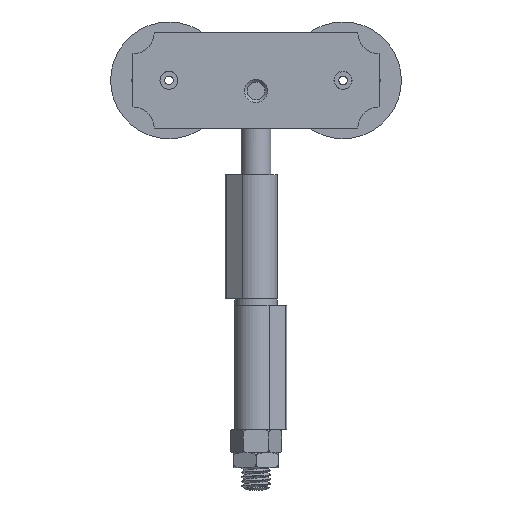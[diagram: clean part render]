
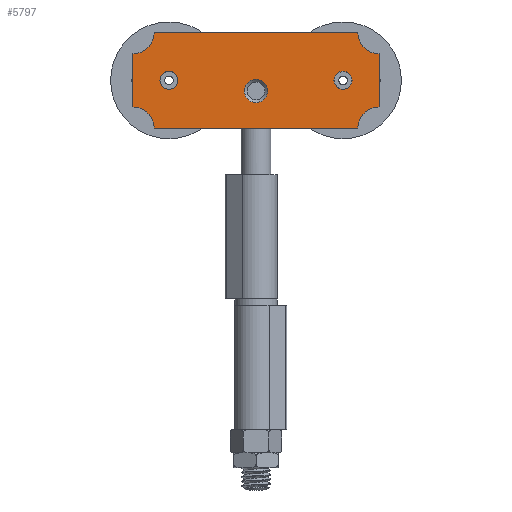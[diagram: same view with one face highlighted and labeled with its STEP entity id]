
A CAD part, left-side view. The second image highlights one B-rep face of the part: STEP entity #5797.
In plain terms, the highlighted face is planar.
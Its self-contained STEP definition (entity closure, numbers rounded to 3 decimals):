
#726=LINE('',#13565,#1100);
#727=LINE('',#13569,#1101);
#728=LINE('',#13573,#1102);
#729=LINE('',#13576,#1103);
#1100=VECTOR('',#7934,10.);
#1101=VECTOR('',#7937,10.);
#1102=VECTOR('',#7940,10.);
#1103=VECTOR('',#7943,10.);
#1320=FACE_BOUND('',#1877,.T.);
#1321=FACE_BOUND('',#1878,.T.);
#1322=FACE_BOUND('',#1879,.T.);
#1515=FACE_OUTER_BOUND('',#1876,.T.);
#1876=EDGE_LOOP('',(#4679,#4680,#4681,#4682,#4683,#4684,#4685,#4686));
#1877=EDGE_LOOP('',(#4687));
#1878=EDGE_LOOP('',(#4688));
#1879=EDGE_LOOP('',(#4689));
#2196=CIRCLE('',#6653,5.5);
#2198=CIRCLE('',#6657,10.);
#2199=CIRCLE('',#6658,10.);
#2200=CIRCLE('',#6659,10.);
#2201=CIRCLE('',#6660,10.);
#2202=CIRCLE('',#6661,4.25);
#2203=CIRCLE('',#6662,4.25);
#2685=VERTEX_POINT('',#13553);
#2687=VERTEX_POINT('',#13561);
#2688=VERTEX_POINT('',#13562);
#2689=VERTEX_POINT('',#13564);
#2690=VERTEX_POINT('',#13566);
#2691=VERTEX_POINT('',#13568);
#2692=VERTEX_POINT('',#13570);
#2693=VERTEX_POINT('',#13572);
#2694=VERTEX_POINT('',#13574);
#2695=VERTEX_POINT('',#13577);
#2696=VERTEX_POINT('',#13579);
#3387=EDGE_CURVE('',#2685,#2685,#2196,.T.);
#3391=EDGE_CURVE('',#2687,#2688,#2198,.T.);
#3392=EDGE_CURVE('',#2689,#2687,#726,.T.);
#3393=EDGE_CURVE('',#2690,#2689,#2199,.T.);
#3394=EDGE_CURVE('',#2691,#2690,#727,.T.);
#3395=EDGE_CURVE('',#2692,#2691,#2200,.T.);
#3396=EDGE_CURVE('',#2693,#2692,#728,.T.);
#3397=EDGE_CURVE('',#2694,#2693,#2201,.T.);
#3398=EDGE_CURVE('',#2688,#2694,#729,.T.);
#3399=EDGE_CURVE('',#2695,#2695,#2202,.T.);
#3400=EDGE_CURVE('',#2696,#2696,#2203,.T.);
#4679=ORIENTED_EDGE('',*,*,#3391,.F.);
#4680=ORIENTED_EDGE('',*,*,#3392,.F.);
#4681=ORIENTED_EDGE('',*,*,#3393,.F.);
#4682=ORIENTED_EDGE('',*,*,#3394,.F.);
#4683=ORIENTED_EDGE('',*,*,#3395,.F.);
#4684=ORIENTED_EDGE('',*,*,#3396,.F.);
#4685=ORIENTED_EDGE('',*,*,#3397,.F.);
#4686=ORIENTED_EDGE('',*,*,#3398,.F.);
#4687=ORIENTED_EDGE('',*,*,#3399,.T.);
#4688=ORIENTED_EDGE('',*,*,#3400,.T.);
#4689=ORIENTED_EDGE('',*,*,#3387,.F.);
#5559=PLANE('',#6656);
#5797=ADVANCED_FACE('',(#1515,#1320,#1321,#1322),#5559,.T.);
#6653=AXIS2_PLACEMENT_3D('',#13554,#7922,#7923);
#6656=AXIS2_PLACEMENT_3D('',#13560,#7930,#7931);
#6657=AXIS2_PLACEMENT_3D('',#13563,#7932,#7933);
#6658=AXIS2_PLACEMENT_3D('',#13567,#7935,#7936);
#6659=AXIS2_PLACEMENT_3D('',#13571,#7938,#7939);
#6660=AXIS2_PLACEMENT_3D('',#13575,#7941,#7942);
#6661=AXIS2_PLACEMENT_3D('',#13578,#7944,#7945);
#6662=AXIS2_PLACEMENT_3D('',#13580,#7946,#7947);
#7922=DIRECTION('center_axis',(0.,0.,1.));
#7923=DIRECTION('ref_axis',(-1.,0.,0.));
#7930=DIRECTION('center_axis',(0.,0.,1.));
#7931=DIRECTION('ref_axis',(1.,0.,0.));
#7932=DIRECTION('center_axis',(0.,0.,1.));
#7933=DIRECTION('ref_axis',(0.,-1.,0.));
#7934=DIRECTION('',(0.,1.,0.));
#7935=DIRECTION('center_axis',(0.,0.,1.));
#7936=DIRECTION('ref_axis',(1.,0.,0.));
#7937=DIRECTION('',(-1.,0.,0.));
#7938=DIRECTION('center_axis',(0.,0.,1.));
#7939=DIRECTION('ref_axis',(0.,1.,0.));
#7940=DIRECTION('',(0.,-1.,0.));
#7941=DIRECTION('center_axis',(0.,0.,1.));
#7942=DIRECTION('ref_axis',(-1.,0.,0.));
#7943=DIRECTION('',(1.,0.,0.));
#7944=DIRECTION('center_axis',(0.,0.,-1.));
#7945=DIRECTION('ref_axis',(-1.,0.,0.));
#7946=DIRECTION('center_axis',(0.,0.,-1.));
#7947=DIRECTION('ref_axis',(-1.,0.,0.));
#13553=CARTESIAN_POINT('',(5.5,0.,2.5));
#13554=CARTESIAN_POINT('Origin',(0.,0.,2.5));
#13560=CARTESIAN_POINT('Origin',(0.,5.,2.5));
#13561=CARTESIAN_POINT('',(-58.,17.5,2.5));
#13562=CARTESIAN_POINT('',(-48.,27.5,2.5));
#13563=CARTESIAN_POINT('Origin',(-58.,27.5,2.5));
#13564=CARTESIAN_POINT('',(-58.,-7.5,2.5));
#13565=CARTESIAN_POINT('',(-58.,-7.5,2.5));
#13566=CARTESIAN_POINT('',(-48.,-17.5,2.5));
#13567=CARTESIAN_POINT('Origin',(-58.,-17.5,2.5));
#13568=CARTESIAN_POINT('',(48.,-17.5,2.5));
#13569=CARTESIAN_POINT('',(48.,-17.5,2.5));
#13570=CARTESIAN_POINT('',(58.,-7.5,2.5));
#13571=CARTESIAN_POINT('Origin',(58.,-17.5,2.5));
#13572=CARTESIAN_POINT('',(58.,17.5,2.5));
#13573=CARTESIAN_POINT('',(58.,17.5,2.5));
#13574=CARTESIAN_POINT('',(48.,27.5,2.5));
#13575=CARTESIAN_POINT('Origin',(58.,27.5,2.5));
#13576=CARTESIAN_POINT('',(-48.,27.5,2.5));
#13577=CARTESIAN_POINT('',(-36.75,5.,2.5));
#13578=CARTESIAN_POINT('Origin',(-41.,5.,2.5));
#13579=CARTESIAN_POINT('',(45.25,5.,2.5));
#13580=CARTESIAN_POINT('Origin',(41.,5.,2.5));
